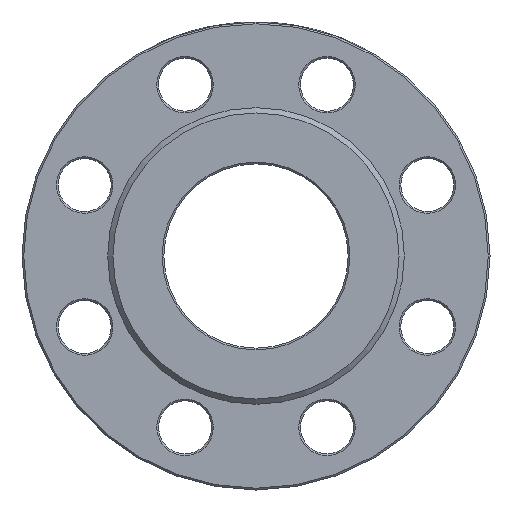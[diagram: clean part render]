
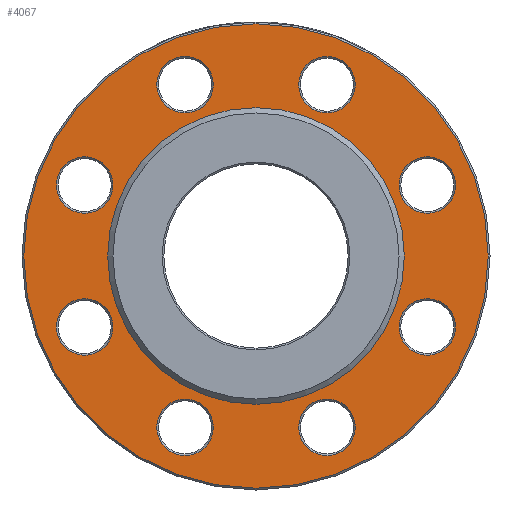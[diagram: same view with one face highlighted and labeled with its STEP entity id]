
A CAD part, left-side view. The second image highlights one B-rep face of the part: STEP entity #4067.
In plain terms, the highlighted planar face has unit normal (-1, 0, 0).
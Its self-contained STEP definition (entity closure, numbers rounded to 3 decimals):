
#3 = FACE_BOUND ( 'NONE', #1763, .T. ) ;
#16 = DIRECTION ( 'NONE',  ( 1., 0., 0. ) ) ;
#23 = CARTESIAN_POINT ( 'NONE',  ( 3., 40.182, -97.007 ) ) ;
#146 = DIRECTION ( 'NONE',  ( 0., 1., 0. ) ) ;
#170 = CIRCLE ( 'NONE', #504, 16. ) ;
#175 = CIRCLE ( 'NONE', #1486, 16. ) ;
#236 = VERTEX_POINT ( 'NONE', #290 ) ;
#288 = CARTESIAN_POINT ( 'NONE',  ( 3., -97.007, -40.182 ) ) ;
#290 = CARTESIAN_POINT ( 'NONE',  ( 3., -28.868, 108.321 ) ) ;
#309 = VERTEX_POINT ( 'NONE', #4316 ) ;
#355 = FACE_BOUND ( 'NONE', #1392, .T. ) ;
#396 = EDGE_CURVE ( 'NONE', #5052, #5052, #3531, .T. ) ;
#405 = VERTEX_POINT ( 'NONE', #434 ) ;
#415 = AXIS2_PLACEMENT_3D ( 'NONE', #4869, #1706, #866 ) ;
#426 = ORIENTED_EDGE ( 'NONE', *, *, #1990, .T. ) ;
#434 = CARTESIAN_POINT ( 'NONE',  ( 3., 0., 84. ) ) ;
#496 = CARTESIAN_POINT ( 'NONE',  ( 3., 97.007, 40.182 ) ) ;
#500 = AXIS2_PLACEMENT_3D ( 'NONE', #288, #4250, #2314 ) ;
#504 = AXIS2_PLACEMENT_3D ( 'NONE', #853, #3240, #901 ) ;
#669 = CARTESIAN_POINT ( 'NONE',  ( 3., 56.182, 97.007 ) ) ;
#694 = FACE_BOUND ( 'NONE', #2484, .T. ) ;
#711 = DIRECTION ( 'NONE',  ( -1., 0., 0. ) ) ;
#715 = FACE_BOUND ( 'NONE', #1988, .T. ) ;
#733 = CARTESIAN_POINT ( 'NONE',  ( 3., 0., 0. ) ) ;
#845 = AXIS2_PLACEMENT_3D ( 'NONE', #4014, #883, #2087 ) ;
#853 = CARTESIAN_POINT ( 'NONE',  ( 3., -97.007, 40.182 ) ) ;
#866 = DIRECTION ( 'NONE',  ( 0., 0., -1. ) ) ;
#883 = DIRECTION ( 'NONE',  ( 1., 0., 0. ) ) ;
#901 = DIRECTION ( 'NONE',  ( 0., 0., 1. ) ) ;
#1008 = ORIENTED_EDGE ( 'NONE', *, *, #3811, .T. ) ;
#1053 = VERTEX_POINT ( 'NONE', #4937 ) ;
#1106 = CARTESIAN_POINT ( 'NONE',  ( 3., 84., 0. ) ) ;
#1124 = VERTEX_POINT ( 'NONE', #1971 ) ;
#1131 = EDGE_CURVE ( 'NONE', #3814, #3814, #1563, .T. ) ;
#1240 = EDGE_CURVE ( 'NONE', #309, #309, #4181, .T. ) ;
#1249 = DIRECTION ( 'NONE',  ( 1., 0., 0. ) ) ;
#1328 = CIRCLE ( 'NONE', #2732, 16. ) ;
#1363 = VERTEX_POINT ( 'NONE', #669 ) ;
#1392 = EDGE_LOOP ( 'NONE', ( #4925 ) ) ;
#1486 = AXIS2_PLACEMENT_3D ( 'NONE', #23, #1249, #1610 ) ;
#1522 = PLANE ( 'NONE',  #4195 ) ;
#1541 = FACE_BOUND ( 'NONE', #4342, .T. ) ;
#1563 = CIRCLE ( 'NONE', #500, 16. ) ;
#1564 = DIRECTION ( 'NONE',  ( 0., 0., -1. ) ) ;
#1595 = DIRECTION ( 'NONE',  ( 1., 0., 0. ) ) ;
#1610 = DIRECTION ( 'NONE',  ( 0., -0.707, -0.707 ) ) ;
#1685 = ORIENTED_EDGE ( 'NONE', *, *, #2092, .F. ) ;
#1706 = DIRECTION ( 'NONE',  ( -1., 0., 0. ) ) ;
#1763 = EDGE_LOOP ( 'NONE', ( #426 ) ) ;
#1873 = FACE_BOUND ( 'NONE', #2563, .T. ) ;
#1932 = EDGE_CURVE ( 'NONE', #2700, #2700, #175, .T. ) ;
#1948 = FACE_BOUND ( 'NONE', #2949, .T. ) ;
#1970 = DIRECTION ( 'NONE',  ( 0., 0., 1. ) ) ;
#1971 = CARTESIAN_POINT ( 'NONE',  ( 3., -97.007, 56.182 ) ) ;
#1988 = EDGE_LOOP ( 'NONE', ( #4716 ) ) ;
#1990 = EDGE_CURVE ( 'NONE', #1124, #1124, #170, .T. ) ;
#2087 = DIRECTION ( 'NONE',  ( 0., 0.707, 0.707 ) ) ;
#2092 = EDGE_CURVE ( 'NONE', #405, #405, #4339, .T. ) ;
#2114 = DIRECTION ( 'NONE',  ( 1., 0., 0. ) ) ;
#2158 = AXIS2_PLACEMENT_3D ( 'NONE', #2849, #4045, #146 ) ;
#2314 = DIRECTION ( 'NONE',  ( 0., -0.707, 0.707 ) ) ;
#2413 = CIRCLE ( 'NONE', #4198, 16. ) ;
#2484 = EDGE_LOOP ( 'NONE', ( #1008 ) ) ;
#2563 = EDGE_LOOP ( 'NONE', ( #4765 ) ) ;
#2700 = VERTEX_POINT ( 'NONE', #4624 ) ;
#2732 = AXIS2_PLACEMENT_3D ( 'NONE', #4831, #3744, #2996 ) ;
#2822 = CIRCLE ( 'NONE', #2158, 16. ) ;
#2849 = CARTESIAN_POINT ( 'NONE',  ( 3., 40.182, 97.007 ) ) ;
#2889 = EDGE_CURVE ( 'NONE', #1053, #1053, #1328, .T. ) ;
#2923 = DIRECTION ( 'NONE',  ( 0., 0.707, -0.707 ) ) ;
#2949 = EDGE_LOOP ( 'NONE', ( #3245 ) ) ;
#2996 = DIRECTION ( 'NONE',  ( 0., -1., 0. ) ) ;
#3083 = ORIENTED_EDGE ( 'NONE', *, *, #1240, .T. ) ;
#3086 = CARTESIAN_POINT ( 'NONE',  ( 3., -108.321, -28.868 ) ) ;
#3240 = DIRECTION ( 'NONE',  ( 1., 0., 0. ) ) ;
#3245 = ORIENTED_EDGE ( 'NONE', *, *, #4610, .T. ) ;
#3333 = VERTEX_POINT ( 'NONE', #3386 ) ;
#3386 = CARTESIAN_POINT ( 'NONE',  ( 3., 97.007, -56.182 ) ) ;
#3431 = FACE_BOUND ( 'NONE', #4261, .T. ) ;
#3455 = CIRCLE ( 'NONE', #845, 16. ) ;
#3531 = CIRCLE ( 'NONE', #4828, 16. ) ;
#3744 = DIRECTION ( 'NONE',  ( 1., 0., 0. ) ) ;
#3811 = EDGE_CURVE ( 'NONE', #1363, #1363, #2822, .T. ) ;
#3814 = VERTEX_POINT ( 'NONE', #3086 ) ;
#3887 = CARTESIAN_POINT ( 'NONE',  ( 3., 97.007, -40.182 ) ) ;
#3968 = DIRECTION ( 'NONE',  ( 0., 0., -1. ) ) ;
#4014 = CARTESIAN_POINT ( 'NONE',  ( 3., -40.182, 97.007 ) ) ;
#4045 = DIRECTION ( 'NONE',  ( 1., 0., 0. ) ) ;
#4046 = ORIENTED_EDGE ( 'NONE', *, *, #4395, .T. ) ;
#4067 = ADVANCED_FACE ( 'NONE', ( #715, #694, #1948, #3, #355, #5012, #1873, #3431, #4984, #1541 ), #1522, .F. ) ;
#4181 = CIRCLE ( 'NONE', #415, 131.5 ) ;
#4195 = AXIS2_PLACEMENT_3D ( 'NONE', #1106, #1595, #1564 ) ;
#4198 = AXIS2_PLACEMENT_3D ( 'NONE', #3887, #16, #3968 ) ;
#4250 = DIRECTION ( 'NONE',  ( 1., 0., 0. ) ) ;
#4261 = EDGE_LOOP ( 'NONE', ( #4046 ) ) ;
#4316 = CARTESIAN_POINT ( 'NONE',  ( 3., 0., -131.5 ) ) ;
#4339 = CIRCLE ( 'NONE', #4986, 84. ) ;
#4342 = EDGE_LOOP ( 'NONE', ( #1685 ) ) ;
#4395 = EDGE_CURVE ( 'NONE', #3333, #3333, #2413, .T. ) ;
#4474 = EDGE_LOOP ( 'NONE', ( #4642 ) ) ;
#4610 = EDGE_CURVE ( 'NONE', #236, #236, #3455, .T. ) ;
#4624 = CARTESIAN_POINT ( 'NONE',  ( 3., 28.868, -108.321 ) ) ;
#4642 = ORIENTED_EDGE ( 'NONE', *, *, #2889, .T. ) ;
#4671 = CARTESIAN_POINT ( 'NONE',  ( 3., 108.321, 28.868 ) ) ;
#4716 = ORIENTED_EDGE ( 'NONE', *, *, #396, .T. ) ;
#4765 = ORIENTED_EDGE ( 'NONE', *, *, #1932, .T. ) ;
#4828 = AXIS2_PLACEMENT_3D ( 'NONE', #496, #2114, #2923 ) ;
#4831 = CARTESIAN_POINT ( 'NONE',  ( 3., -40.182, -97.007 ) ) ;
#4869 = CARTESIAN_POINT ( 'NONE',  ( 3., 0., 0. ) ) ;
#4896 = EDGE_LOOP ( 'NONE', ( #3083 ) ) ;
#4925 = ORIENTED_EDGE ( 'NONE', *, *, #1131, .T. ) ;
#4937 = CARTESIAN_POINT ( 'NONE',  ( 3., -56.182, -97.007 ) ) ;
#4984 = FACE_OUTER_BOUND ( 'NONE', #4896, .T. ) ;
#4986 = AXIS2_PLACEMENT_3D ( 'NONE', #733, #711, #1970 ) ;
#5012 = FACE_BOUND ( 'NONE', #4474, .T. ) ;
#5052 = VERTEX_POINT ( 'NONE', #4671 ) ;
